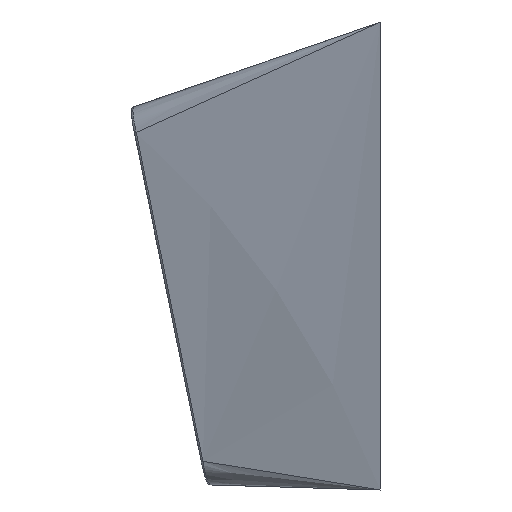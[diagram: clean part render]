
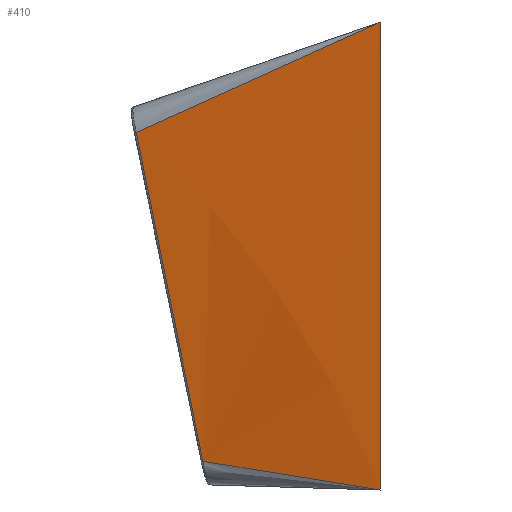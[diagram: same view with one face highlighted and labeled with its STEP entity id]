
A CAD part, left-side view. The second image highlights one B-rep face of the part: STEP entity #410.
In plain terms, the highlighted free-form (B-spline) face has degree [3, 1] with [6, 2] control points.
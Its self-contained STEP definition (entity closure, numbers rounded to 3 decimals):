
#24 = CARTESIAN_POINT ( 'NONE',  ( 0., 0., 3. ) ) ;
#96 = EDGE_CURVE ( 'NONE', #753, #133, #962, .T. ) ;
#119 = DIRECTION ( 'NONE',  ( 0., 0., -1. ) ) ;
#133 = VERTEX_POINT ( 'NONE', #1241 ) ;
#235 = ORIENTED_EDGE ( 'NONE', *, *, #1301, .F. ) ;
#245 = CARTESIAN_POINT ( 'NONE',  ( 0.942, 2.388, 0.412 ) ) ;
#261 = CARTESIAN_POINT ( 'NONE',  ( 2.622, 6.832, 1.105 ) ) ;
#273 = CARTESIAN_POINT ( 'NONE',  ( 2.65, 9.666, 14.672 ) ) ;
#288 = CARTESIAN_POINT ( 'NONE',  ( 2.627, 8.695, 10.305 ) ) ;
#289 = CARTESIAN_POINT ( 'NONE',  ( 0., 0., 18. ) ) ;
#296 = CARTESIAN_POINT ( 'NONE',  ( 2.65, 8.684, 9.848 ) ) ;
#304 = VERTEX_POINT ( 'NONE', #261 ) ;
#331 = ORIENTED_EDGE ( 'NONE', *, *, #1726, .T. ) ;
#381 = CARTESIAN_POINT ( 'NONE',  ( 0., 0., 0. ) ) ;
#410 = ADVANCED_FACE ( 'NONE', ( #1377 ), #1316, .T. ) ;
#424 = CARTESIAN_POINT ( 'NONE',  ( 2.65, 6.72, 0.199 ) ) ;
#441 = CARTESIAN_POINT ( 'NONE',  ( 2.624, 7.588, 4.843 ) ) ;
#442 = CARTESIAN_POINT ( 'NONE',  ( 1.829, 6.61, 15.034 ) ) ;
#446 = CARTESIAN_POINT ( 'NONE',  ( 2.65, 7.702, 5.024 ) ) ;
#457 = EDGE_LOOP ( 'NONE', ( #886, #1329, #331, #235 ) ) ;
#552 = VECTOR ( 'NONE', #119, 1000. ) ;
#563 = CARTESIAN_POINT ( 'NONE',  ( 2.622, 6.832, 1.105 ) ) ;
#619 = CARTESIAN_POINT ( 'NONE',  ( 2.628, 9.395, 13.755 ) ) ;
#691 = CARTESIAN_POINT ( 'NONE',  ( 2.628, 9.395, 13.755 ) ) ;
#706 = CARTESIAN_POINT ( 'NONE',  ( 2.625, 7.841, 6.089 ) ) ;
#753 = VERTEX_POINT ( 'NONE', #974 ) ;
#758 = CARTESIAN_POINT ( 'NONE',  ( 0., 0., 0. ) ) ;
#763 = LINE ( 'NONE', #851, #552 ) ;
#809 = B_SPLINE_CURVE_WITH_KNOTS ( 'NONE', 3,
 ( #619, #1100, #288, #812, #1214, #706, #441, #1733, #929, #563 ),
 .UNSPECIFIED., .F., .F.,
 ( 4, 3, 3, 4 ),
 ( 0., 0.005, 0.009, 0.013 ),
 .UNSPECIFIED. ) ;
#812 = CARTESIAN_POINT ( 'NONE',  ( 2.626, 8.346, 8.58 ) ) ;
#813 = CARTESIAN_POINT ( 'NONE',  ( 0., 0., 12. ) ) ;
#839 = CARTESIAN_POINT ( 'NONE',  ( 0.953, 3.477, 16.45 ) ) ;
#851 = CARTESIAN_POINT ( 'NONE',  ( 0., 0., 18. ) ) ;
#886 = ORIENTED_EDGE ( 'NONE', *, *, #96, .T. ) ;
#904 = CARTESIAN_POINT ( 'NONE',  ( 2.622, 6.832, 1.105 ) ) ;
#929 = CARTESIAN_POINT ( 'NONE',  ( 2.623, 7.084, 2.351 ) ) ;
#946 = CARTESIAN_POINT ( 'NONE',  ( 0., 0., 18. ) ) ;
#962 = B_SPLINE_CURVE_WITH_KNOTS ( 'NONE', 3,
 ( #289, #839, #442, #691 ),
 .UNSPECIFIED., .F., .F.,
 ( 4, 4 ),
 ( 0., 0.991 ),
 .UNSPECIFIED. ) ;
#974 = CARTESIAN_POINT ( 'NONE',  ( 0., 0., 18. ) ) ;
#1027 = VERTEX_POINT ( 'NONE', #758 ) ;
#1028 = B_SPLINE_CURVE_WITH_KNOTS ( 'NONE', 3,
 ( #904, #1578, #245, #381 ),
 .UNSPECIFIED., .F., .F.,
 ( 4, 4 ),
 ( 0.011, 1. ),
 .UNSPECIFIED. ) ;
#1100 = CARTESIAN_POINT ( 'NONE',  ( 2.627, 9.045, 12.03 ) ) ;
#1214 = CARTESIAN_POINT ( 'NONE',  ( 2.625, 8.093, 7.334 ) ) ;
#1241 = CARTESIAN_POINT ( 'NONE',  ( 2.628, 9.395, 13.755 ) ) ;
#1242 = CARTESIAN_POINT ( 'NONE',  ( 0., 0., 15. ) ) ;
#1246 = CARTESIAN_POINT ( 'NONE',  ( 0., 0., 6. ) ) ;
#1301 = EDGE_CURVE ( 'NONE', #753, #1027, #763, .T. ) ;
#1316 = B_SPLINE_SURFACE_WITH_KNOTS ( 'NONE', 3, 1, ( 
 ( #1603, #424 ),
 ( #24, #1376 ),
 ( #1246, #446 ),
 ( #813, #296 ),
 ( #1242, #1492 ),
 ( #946, #273 ) ),
 .UNSPECIFIED., .F., .F., .F.,
 ( 4, 2, 4 ),
 ( 2, 2 ),
 ( 0., 0.5, 1. ),
 ( 0., 1. ),
 .UNSPECIFIED. ) ;
#1329 = ORIENTED_EDGE ( 'NONE', *, *, #1419, .T. ) ;
#1376 = CARTESIAN_POINT ( 'NONE',  ( 2.65, 7.211, 2.612 ) ) ;
#1377 = FACE_OUTER_BOUND ( 'NONE', #457, .T. ) ;
#1419 = EDGE_CURVE ( 'NONE', #133, #304, #809, .T. ) ;
#1492 = CARTESIAN_POINT ( 'NONE',  ( 2.65, 9.175, 12.26 ) ) ;
#1578 = CARTESIAN_POINT ( 'NONE',  ( 1.816, 4.664, 0.781 ) ) ;
#1603 = CARTESIAN_POINT ( 'NONE',  ( 0., 0., 0. ) ) ;
#1726 = EDGE_CURVE ( 'NONE', #304, #1027, #1028, .T. ) ;
#1733 = CARTESIAN_POINT ( 'NONE',  ( 2.624, 7.336, 3.597 ) ) ;
